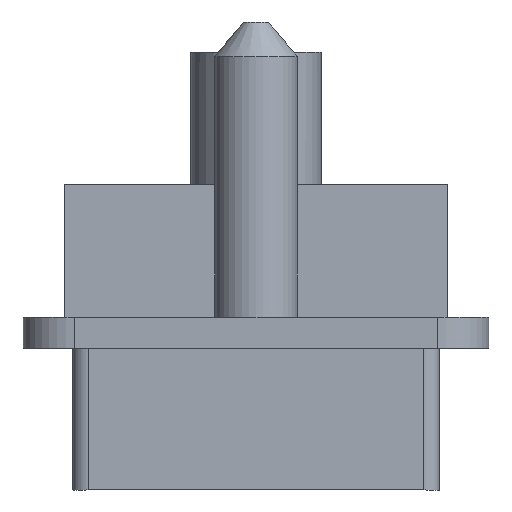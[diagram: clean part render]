
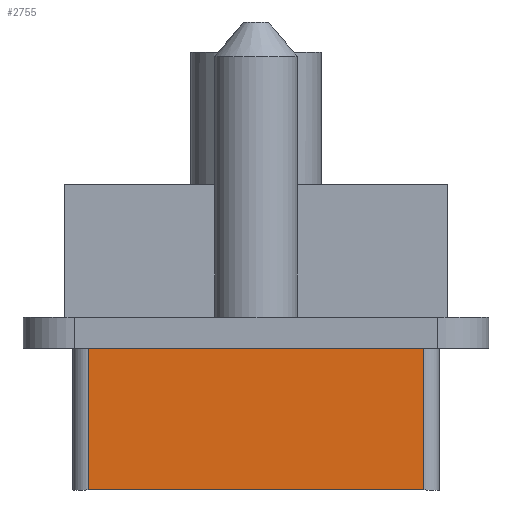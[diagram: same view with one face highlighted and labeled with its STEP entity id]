
A CAD part, left-side view. The second image highlights one B-rep face of the part: STEP entity #2755.
In plain terms, the highlighted planar face has unit normal (-1, 0, 0).
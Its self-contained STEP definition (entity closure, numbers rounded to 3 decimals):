
#2398=FACE_OUTER_BOUND('',#3722,.T.);
#2755=ADVANCED_FACE('',(#2398),#3134,.T.);
#3134=PLANE('',#10211);
#3722=EDGE_LOOP('',(#4226,#4227,#4228,#4229));
#4226=ORIENTED_EDGE('',*,*,#7011,.F.);
#4227=ORIENTED_EDGE('',*,*,#7010,.T.);
#4228=ORIENTED_EDGE('',*,*,#7012,.T.);
#4229=ORIENTED_EDGE('',*,*,#7013,.F.);
#6307=VERTEX_POINT('',#12510);
#6309=VERTEX_POINT('',#12514);
#6310=VERTEX_POINT('',#12518);
#6311=VERTEX_POINT('',#12520);
#7010=EDGE_CURVE('',#6307,#6309,#8040,.T.);
#7011=EDGE_CURVE('',#6307,#6310,#8041,.T.);
#7012=EDGE_CURVE('',#6309,#6311,#8042,.T.);
#7013=EDGE_CURVE('',#6310,#6311,#8043,.T.);
#8040=LINE('',#12515,#8934);
#8041=LINE('',#12517,#8935);
#8042=LINE('',#12519,#8936);
#8043=LINE('',#12521,#8937);
#8934=VECTOR('',#10687,1.);
#8935=VECTOR('',#10690,1.);
#8936=VECTOR('',#10691,1.);
#8937=VECTOR('',#10692,1.);
#10211=AXIS2_PLACEMENT_3D('',#12522,#10693,#10694);
#10687=DIRECTION('',(0.,0.,-1.));
#10690=DIRECTION('',(0.,-1.,0.));
#10691=DIRECTION('',(0.,-1.,0.));
#10692=DIRECTION('',(0.,0.,-1.));
#10693=DIRECTION('',(-1.,0.,0.));
#10694=DIRECTION('',(0.,1.,0.));
#12510=CARTESIAN_POINT('',(-31.9,16.2,0.));
#12514=CARTESIAN_POINT('',(-31.9,16.2,-13.7));
#12515=CARTESIAN_POINT('',(-31.9,16.2,0.));
#12517=CARTESIAN_POINT('',(-31.9,16.2,0.));
#12518=CARTESIAN_POINT('',(-31.9,-16.2,0.));
#12519=CARTESIAN_POINT('',(-31.9,16.2,-13.7));
#12520=CARTESIAN_POINT('',(-31.9,-16.2,-13.7));
#12521=CARTESIAN_POINT('',(-31.9,-16.2,0.));
#12522=CARTESIAN_POINT('',(-31.9,-16.2,0.));
